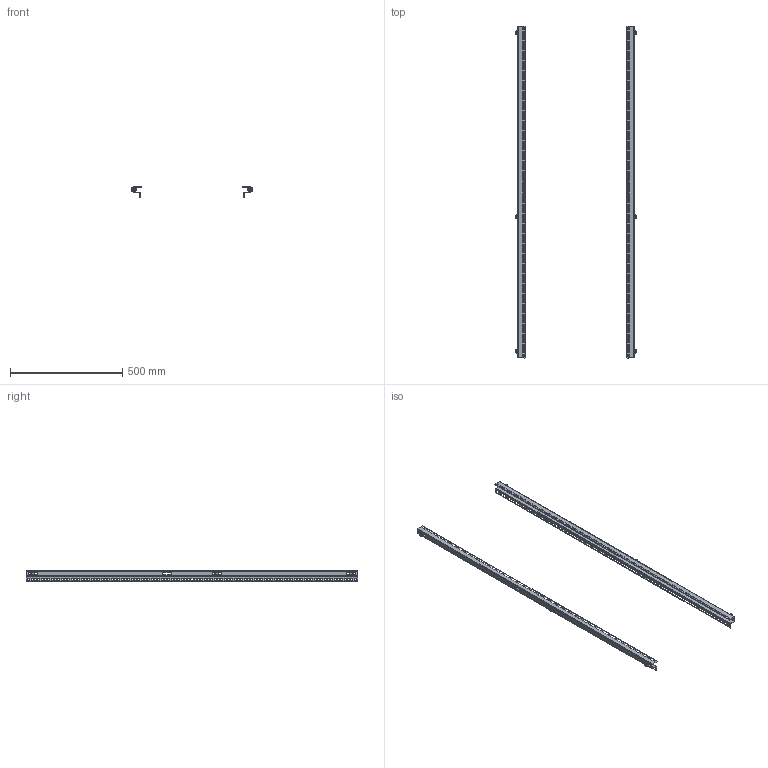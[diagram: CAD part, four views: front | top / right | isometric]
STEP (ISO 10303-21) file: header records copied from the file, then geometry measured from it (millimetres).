
FILE_DESCRIPTION (( 'STEP AP214' ), '1' );
FILE_NAME ('0348-7016-33-63.STEP', '2021-09-30T07:57:43', ( '' ), ( '' ), 'SwSTEP 2.0', 'SolidWorks 2019', '' );
FILE_SCHEMA (( 'AUTOMOTIVE_DESIGN' ));
Length unit declared in the file: millimetre
Products named in the file (5): 8000-0000-00-08; W0145761~0; 0348-7016-33-63; W0036335~1; 8000-7500-08-16
Assembly tree (15 placements, depth 3):
  0348-7016-33-63
    W0145761~0
      W0036335~1  x2
    8000-7500-08-16  x6
    8000-0000-00-08  x6
Bounding box: 541.2 x 1478 x 47.5 mm (x, y, z)
Volume: 426016 mm3; surface area: 587523.4 mm2
Topology: 14 solids, 14 shells, 2042 faces, 5760 edges, 3752 vertices
Faces by surface type: plane 1750, cone 132, bspline 72, cylinder 64, torus 24
Entity records: 30566 total; most frequent: CARTESIAN_POINT 5838, ORIENTED_EDGE 5232, DIRECTION 4432, EDGE_CURVE 2616, VECTOR 2484, LINE 2484, VERTEX_POINT 1724, EDGE_LOOP 1306
